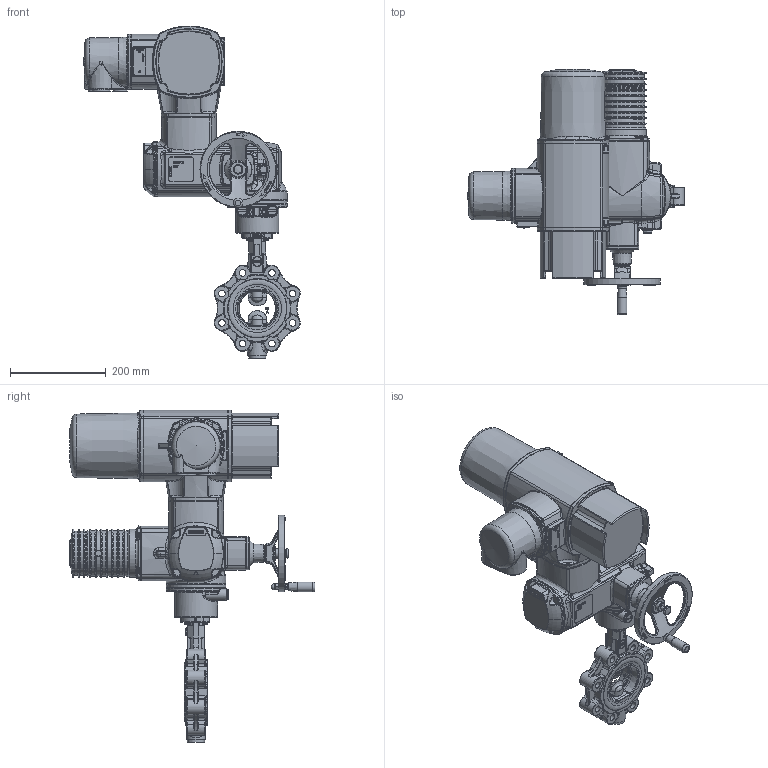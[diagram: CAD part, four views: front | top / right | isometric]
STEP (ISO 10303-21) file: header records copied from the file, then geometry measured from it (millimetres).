
FILE_DESCRIPTION(/* description */ (''),/* implementation_level */ '2;1');
FILE_NAME(/* name */ 'DZ6E-080-0062.stp',/* time_stamp */ '2018-01-12T08:15:11+01:00',/* author */ ('hellwig'),/* organization */ (''),/* preprocessor_version */ 'ST-DEVELOPER v16.5',/* originating_system */ 'Autodesk Inventor 2017',/* authorisation */ '');
FILE_SCHEMA (('AUTOMOTIVE_DESIGN { 1 0 10303 214 3 1 1 }'));
Length unit declared in the file: millimetre
Products named in the file (1): M49007
Bounding box: 452.9 x 514.2 x 694.5 mm (x, y, z)
Volume: 16797547.1 mm3; surface area: 798586.7 mm2
Topology: 3 solids, 22 shells, 4537 faces, 11153 edges, 6673 vertices
Faces by surface type: bspline 1537, plane 1092, cylinder 938, torus 542, cone 302, sphere 126
Full cylindrical faces by diameter (mm): 4 x1, 4.917 x2, 5 x4, 5.459 x4, 6 x5, 6.4 x4, 6.6 x4, 6.8 x4, 7 x4, 8 x1, 8.7 x4, 12 x4, 12.5 x1, 13.835 x8, 15 x1, 16.2 x3, 18 x8, 18.2 x2, 18.31 x3, 18.5 x1, 19 x1, 20 x4, 24 x2, 24.95 x3, 25 x6, 25.2 x1, 28.376 x2, 30 x2, 34 x1, 35.1 x1
Entity records: 560182 total; most frequent: CARTESIAN_POINT 460677, ORIENTED_EDGE 21046, DIRECTION 17039, EDGE_CURVE 10523, AXIS2_PLACEMENT_3D 6738, VERTEX_POINT 6515, EDGE_LOOP 5065, STYLED_ITEM 4535
